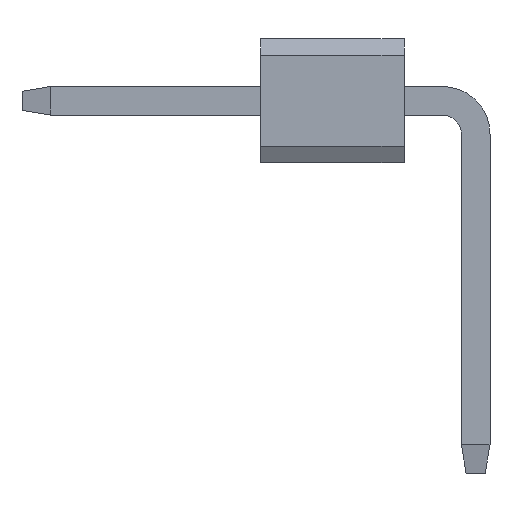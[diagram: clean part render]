
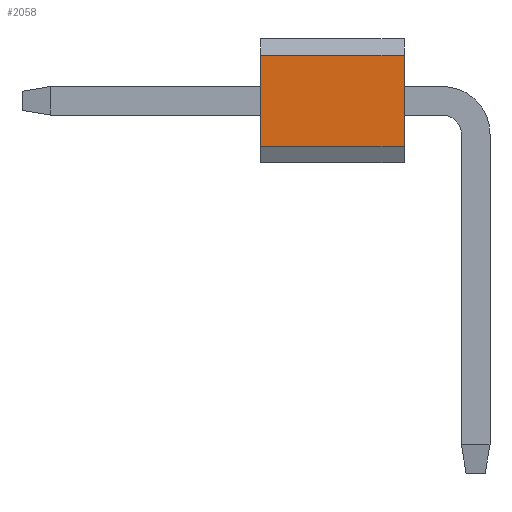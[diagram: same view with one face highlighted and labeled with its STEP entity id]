
A CAD part, left-side view. The second image highlights one B-rep face of the part: STEP entity #2058.
In plain terms, the highlighted planar face has unit normal (-1, 0, 0).
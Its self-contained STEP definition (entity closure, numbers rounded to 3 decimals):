
#5=DIRECTION('',(0.,0.,1.));
#6=VECTOR('',#5,0.954);
#7=CARTESIAN_POINT('',(-2.,0.,-0.477));
#8=LINE('',#7,#6);
#305=DIRECTION('',(0.,0.,1.));
#306=VECTOR('',#305,0.954);
#307=CARTESIAN_POINT('',(-2.,1.5,-0.477));
#308=LINE('',#307,#306);
#433=DIRECTION('',(0.,-1.,0.));
#434=VECTOR('',#433,1.5);
#435=CARTESIAN_POINT('',(-2.,1.5,-0.477));
#436=LINE('',#435,#434);
#437=DIRECTION('',(0.,-1.,0.));
#438=VECTOR('',#437,1.5);
#439=CARTESIAN_POINT('',(-2.,1.5,0.477));
#440=LINE('',#439,#438);
#1249=CARTESIAN_POINT('',(-2.,0.,-0.477));
#1251=VERTEX_POINT('',#1249);
#1254=CARTESIAN_POINT('',(-2.,0.,0.477));
#1256=VERTEX_POINT('',#1254);
#1257=CARTESIAN_POINT('',(-2.,1.5,-0.477));
#1259=VERTEX_POINT('',#1257);
#1262=CARTESIAN_POINT('',(-2.,1.5,0.477));
#1264=VERTEX_POINT('',#1262);
#2047=CARTESIAN_POINT('',(-2.,0.,-0.65));
#2048=DIRECTION('',(-1.,0.,0.));
#2049=DIRECTION('',(0.,0.,1.));
#2050=AXIS2_PLACEMENT_3D('',#2047,#2048,#2049);
#2051=PLANE('',#2050);
#2052=ORIENTED_EDGE('',*,*,#1631,.F.);
#2053=ORIENTED_EDGE('',*,*,#1758,.T.);
#2054=ORIENTED_EDGE('',*,*,#2040,.T.);
#2055=ORIENTED_EDGE('',*,*,#1528,.F.);
#2056=EDGE_LOOP('',(#2052,#2053,#2054,#2055));
#2057=FACE_OUTER_BOUND('',#2056,.F.);
#1528=EDGE_CURVE('',#1251,#1256,#8,.T.);
#1631=EDGE_CURVE('',#1259,#1251,#436,.T.);
#1758=EDGE_CURVE('',#1259,#1264,#308,.T.);
#2040=EDGE_CURVE('',#1264,#1256,#440,.T.);
#2058=ADVANCED_FACE('',(#2057),#2051,.T.);
